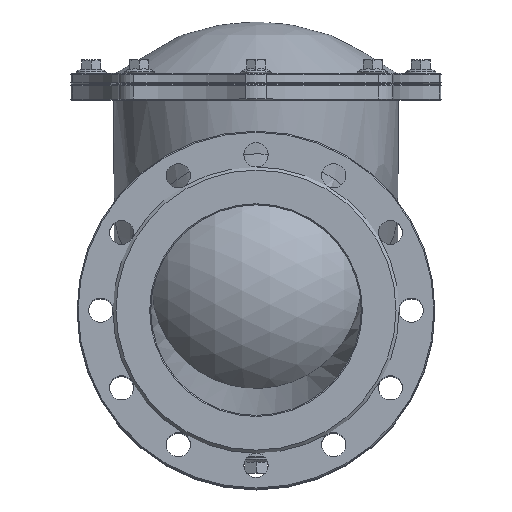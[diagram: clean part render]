
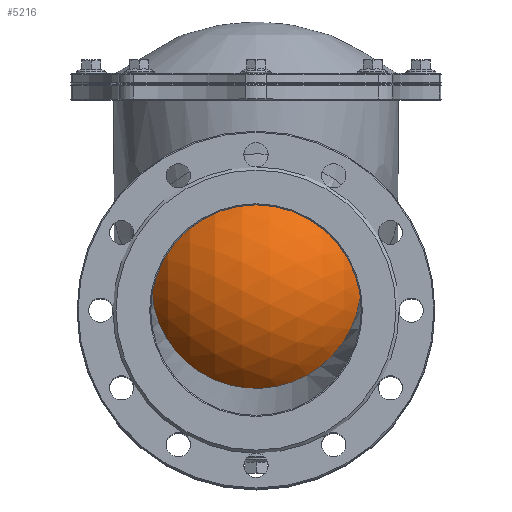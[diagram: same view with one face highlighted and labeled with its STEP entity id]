
A CAD part, top view. The second image highlights one B-rep face of the part: STEP entity #5216.
In plain terms, the highlighted spherical face has radius 117.611 mm.
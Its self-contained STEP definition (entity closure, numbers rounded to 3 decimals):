
#132=SPHERICAL_SURFACE('',#5795,117.611);
#833=B_SPLINE_CURVE_WITH_KNOTS('',3,(#10756,#10757,#10758,#10759,#10760,
#10761,#10762,#10763,#10764,#10765,#10766,#10767,#10768,#10769,#10770,#10771,
#10772,#10773,#10774,#10775,#10776,#10777,#10778,#10779,#10780,#10781,#10782,
#10783,#10784,#10785,#10786,#10787,#10788,#10789),.UNSPECIFIED.,.F.,.F.,
(4,2,2,2,2,2,2,2,2,2,2,2,2,2,2,2,4),(0.,1.919,3.838,
5.757,7.676,9.561,11.445,13.329,
15.214,17.098,18.982,20.866,22.751,
24.67,26.589,28.508,30.427),
 .UNSPECIFIED.);
#834=B_SPLINE_CURVE_WITH_KNOTS('',3,(#10790,#10791,#10792,#10793,#10794,
#10795,#10796,#10797,#10798,#10799,#10800,#10801,#10802,#10803,#10804,#10805,
#10806,#10807,#10808,#10809,#10810,#10811,#10812,#10813,#10814,#10815,#10816,
#10817,#10818,#10819,#10820,#10821,#10822,#10823),.UNSPECIFIED.,.F.,.F.,
(4,2,2,2,2,2,2,2,2,2,2,2,2,2,2,2,4),(30.427,32.333,
34.238,36.143,38.049,39.931,41.813,
43.695,45.576,47.458,49.34,51.222,
53.104,55.009,56.915,58.82,60.726),
 .UNSPECIFIED.);
#1100=FACE_OUTER_BOUND('',#1428,.T.);
#1428=EDGE_LOOP('',(#3882,#3883));
#2220=VERTEX_POINT('',#10754);
#2221=VERTEX_POINT('',#10755);
#2811=EDGE_CURVE('',#2220,#2221,#833,.T.);
#2812=EDGE_CURVE('',#2221,#2220,#834,.T.);
#3882=ORIENTED_EDGE('',*,*,#2811,.F.);
#3883=ORIENTED_EDGE('',*,*,#2812,.F.);
#5216=ADVANCED_FACE('',(#1100),#132,.T.);
#5795=AXIS2_PLACEMENT_3D('',#10753,#6837,#6838);
#6837=DIRECTION('center_axis',(1.,0.,0.));
#6838=DIRECTION('ref_axis',(0.,-1.,0.));
#10753=CARTESIAN_POINT('Origin',(0.,20.869,138.965));
#10754=CARTESIAN_POINT('',(-100.,26.671,200.599));
#10755=CARTESIAN_POINT('',(100.,26.671,200.599));
#10756=CARTESIAN_POINT('Ctrl Pts',(-100.,26.671,200.599));
#10757=CARTESIAN_POINT('Ctrl Pts',(-100.,33.04,200.));
#10758=CARTESIAN_POINT('Ctrl Pts',(-99.393,39.626,199.353));
#10759=CARTESIAN_POINT('Ctrl Pts',(-96.839,52.726,197.998));
#10760=CARTESIAN_POINT('Ctrl Pts',(-94.892,59.242,197.289));
#10761=CARTESIAN_POINT('Ctrl Pts',(-89.745,71.742,195.855));
#10762=CARTESIAN_POINT('Ctrl Pts',(-86.54,77.737,195.129));
#10763=CARTESIAN_POINT('Ctrl Pts',(-79.13,88.828,193.714));
#10764=CARTESIAN_POINT('Ctrl Pts',(-74.924,93.925,193.026));
#10765=CARTESIAN_POINT('Ctrl Pts',(-66.03,102.871,191.762));
#10766=CARTESIAN_POINT('Ctrl Pts',(-61.05,107.044,191.143));
#10767=CARTESIAN_POINT('Ctrl Pts',(-50.197,114.418,190.001));
#10768=CARTESIAN_POINT('Ctrl Pts',(-44.324,117.618,189.481));
#10769=CARTESIAN_POINT('Ctrl Pts',(-32.06,122.769,188.619));
#10770=CARTESIAN_POINT('Ctrl Pts',(-25.658,124.723,188.278));
#10771=CARTESIAN_POINT('Ctrl Pts',(-12.769,127.289,187.825));
#10772=CARTESIAN_POINT('Ctrl Pts',(-6.281,127.901,187.715));
#10773=CARTESIAN_POINT('Ctrl Pts',(6.281,127.901,187.715));
#10774=CARTESIAN_POINT('Ctrl Pts',(12.769,127.289,187.825));
#10775=CARTESIAN_POINT('Ctrl Pts',(25.658,124.723,188.278));
#10776=CARTESIAN_POINT('Ctrl Pts',(32.06,122.769,188.619));
#10777=CARTESIAN_POINT('Ctrl Pts',(44.324,117.618,189.481));
#10778=CARTESIAN_POINT('Ctrl Pts',(50.197,114.418,190.001));
#10779=CARTESIAN_POINT('Ctrl Pts',(61.05,107.044,191.143));
#10780=CARTESIAN_POINT('Ctrl Pts',(66.03,102.871,191.762));
#10781=CARTESIAN_POINT('Ctrl Pts',(74.924,93.925,193.026));
#10782=CARTESIAN_POINT('Ctrl Pts',(79.13,88.828,193.714));
#10783=CARTESIAN_POINT('Ctrl Pts',(86.54,77.737,195.129));
#10784=CARTESIAN_POINT('Ctrl Pts',(89.745,71.742,195.855));
#10785=CARTESIAN_POINT('Ctrl Pts',(94.892,59.242,197.289));
#10786=CARTESIAN_POINT('Ctrl Pts',(96.839,52.726,197.998));
#10787=CARTESIAN_POINT('Ctrl Pts',(99.393,39.626,199.353));
#10788=CARTESIAN_POINT('Ctrl Pts',(100.,33.04,200.));
#10789=CARTESIAN_POINT('Ctrl Pts',(100.,26.671,200.599));
#10790=CARTESIAN_POINT('Ctrl Pts',(100.,26.671,200.599));
#10791=CARTESIAN_POINT('Ctrl Pts',(100.,20.348,201.195));
#10792=CARTESIAN_POINT('Ctrl Pts',(99.401,13.803,201.784));
#10793=CARTESIAN_POINT('Ctrl Pts',(96.871,0.773,202.91));
#10794=CARTESIAN_POINT('Ctrl Pts',(94.94,-5.711,203.447));
#10795=CARTESIAN_POINT('Ctrl Pts',(89.822,-18.156,204.441));
#10796=CARTESIAN_POINT('Ctrl Pts',(86.631,-24.125,204.899));
#10797=CARTESIAN_POINT('Ctrl Pts',(79.244,-35.17,205.724));
#10798=CARTESIAN_POINT('Ctrl Pts',(75.048,-40.244,206.09));
#10799=CARTESIAN_POINT('Ctrl Pts',(66.144,-49.172,206.722));
#10800=CARTESIAN_POINT('Ctrl Pts',(61.145,-53.34,207.009));
#10801=CARTESIAN_POINT('Ctrl Pts',(50.253,-60.692,207.507));
#10802=CARTESIAN_POINT('Ctrl Pts',(44.362,-63.876,207.719));
#10803=CARTESIAN_POINT('Ctrl Pts',(32.068,-68.992,208.055));
#10804=CARTESIAN_POINT('Ctrl Pts',(25.656,-70.928,208.18));
#10805=CARTESIAN_POINT('Ctrl Pts',(12.759,-73.468,208.344));
#10806=CARTESIAN_POINT('Ctrl Pts',(6.273,-74.072,208.382));
#10807=CARTESIAN_POINT('Ctrl Pts',(-6.273,-74.072,
208.382));
#10808=CARTESIAN_POINT('Ctrl Pts',(-12.759,-73.468,
208.344));
#10809=CARTESIAN_POINT('Ctrl Pts',(-25.656,-70.928,
208.18));
#10810=CARTESIAN_POINT('Ctrl Pts',(-32.068,-68.992,
208.055));
#10811=CARTESIAN_POINT('Ctrl Pts',(-44.362,-63.876,
207.719));
#10812=CARTESIAN_POINT('Ctrl Pts',(-50.253,-60.692,
207.507));
#10813=CARTESIAN_POINT('Ctrl Pts',(-61.145,-53.34,
207.009));
#10814=CARTESIAN_POINT('Ctrl Pts',(-66.144,-49.172,
206.722));
#10815=CARTESIAN_POINT('Ctrl Pts',(-75.048,-40.244,
206.09));
#10816=CARTESIAN_POINT('Ctrl Pts',(-79.244,-35.17,
205.724));
#10817=CARTESIAN_POINT('Ctrl Pts',(-86.631,-24.125,
204.899));
#10818=CARTESIAN_POINT('Ctrl Pts',(-89.822,-18.156,204.441));
#10819=CARTESIAN_POINT('Ctrl Pts',(-94.94,-5.711,
203.447));
#10820=CARTESIAN_POINT('Ctrl Pts',(-96.871,0.773,
202.91));
#10821=CARTESIAN_POINT('Ctrl Pts',(-99.401,13.803,201.784));
#10822=CARTESIAN_POINT('Ctrl Pts',(-100.,20.348,201.195));
#10823=CARTESIAN_POINT('Ctrl Pts',(-100.,26.671,200.599));
